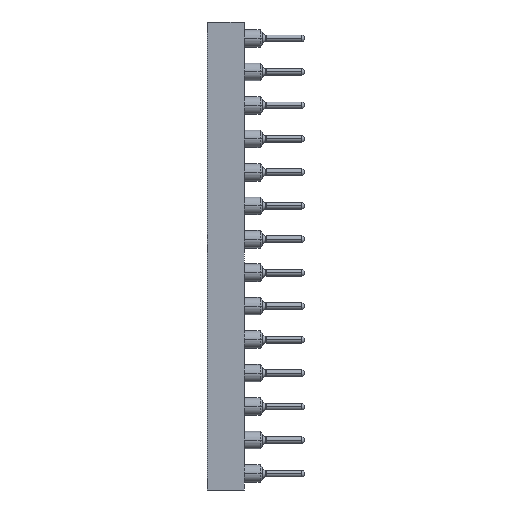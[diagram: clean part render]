
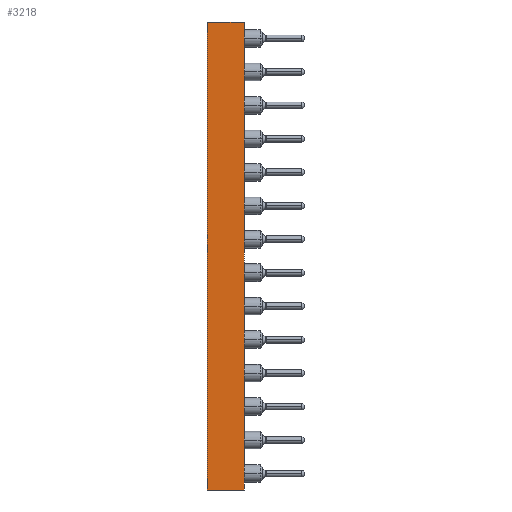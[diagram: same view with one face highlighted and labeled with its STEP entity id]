
A CAD part, left-side view. The second image highlights one B-rep face of the part: STEP entity #3218.
In plain terms, the highlighted planar face has unit normal (-1, 0, 0).
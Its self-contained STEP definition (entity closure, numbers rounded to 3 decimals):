
#3218=ADVANCED_FACE('',(#6564),#6565,.T.);
#6564=FACE_OUTER_BOUND('',#9919,.T.);
#6565=PLANE('',#9920);
#9919=EDGE_LOOP('',(#18673,#18674,#18675,#18676));
#9920=AXIS2_PLACEMENT_3D('',#18677,#18678,#18679);
#18673=ORIENTED_EDGE('',*,*,#22071,.T.);
#18674=ORIENTED_EDGE('',*,*,#22072,.F.);
#18675=ORIENTED_EDGE('',*,*,#22037,.T.);
#18676=ORIENTED_EDGE('',*,*,#22069,.T.);
#18677=CARTESIAN_POINT('',(-8.85,1.4,-17.75));
#18678=DIRECTION('',(-1.0,0.0,0.0));
#18679=DIRECTION('',(0.0,-1.0,0.0));
#22037=EDGE_CURVE('',#26690,#26688,#26691,.T.);
#22069=EDGE_CURVE('',#26688,#26735,#26737,.T.);
#22071=EDGE_CURVE('',#26735,#26739,#26740,.T.);
#22072=EDGE_CURVE('',#26690,#26739,#26741,.T.);
#26688=VERTEX_POINT('',#32153);
#26690=VERTEX_POINT('',#32156);
#26691=LINE('',#32157,#32158);
#26735=VERTEX_POINT('',#32224);
#26737=LINE('',#32227,#32228);
#26739=VERTEX_POINT('',#32230);
#26740=LINE('',#32231,#32232);
#26741=LINE('',#32233,#32234);
#32153=CARTESIAN_POINT('',(-8.85,0.,-17.75));
#32156=CARTESIAN_POINT('',(-8.85,2.8,-17.75));
#32157=CARTESIAN_POINT('',(-8.85,2.8,-17.75));
#32158=VECTOR('',#37356,1.0);
#32224=CARTESIAN_POINT('',(-8.85,0.,17.75));
#32227=CARTESIAN_POINT('',(-8.85,0.,-17.75));
#32228=VECTOR('',#37380,1.0);
#32230=CARTESIAN_POINT('',(-8.85,2.8,17.75));
#32231=CARTESIAN_POINT('',(-8.85,2.8,17.75));
#32232=VECTOR('',#37381,1.0);
#32233=CARTESIAN_POINT('',(-8.85,2.8,-17.75));
#32234=VECTOR('',#37382,1.0);
#37356=DIRECTION('',(0.0,-1.0,0.0));
#37380=DIRECTION('',(0.0,0.0,1.0));
#37381=DIRECTION('',(0.0,1.0,0.0));
#37382=DIRECTION('',(0.0,0.0,1.0));
